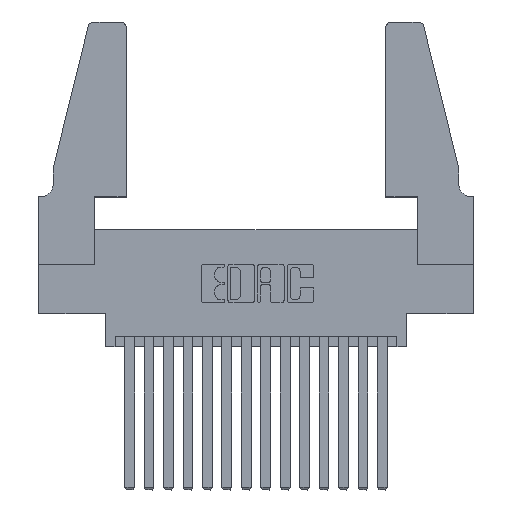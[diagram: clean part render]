
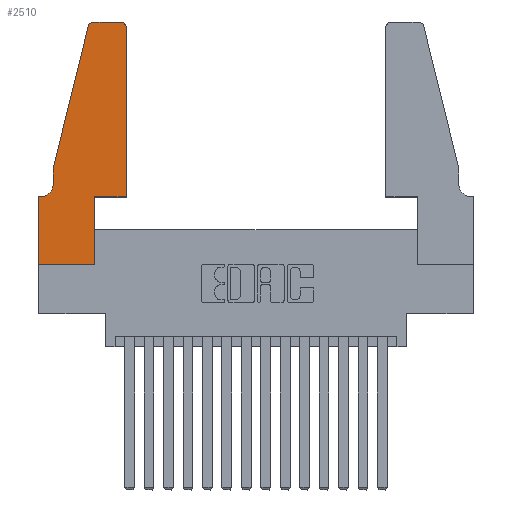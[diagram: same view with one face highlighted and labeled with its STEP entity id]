
A CAD part, top view. The second image highlights one B-rep face of the part: STEP entity #2510.
In plain terms, the highlighted planar face has unit normal (0, 0, 1).
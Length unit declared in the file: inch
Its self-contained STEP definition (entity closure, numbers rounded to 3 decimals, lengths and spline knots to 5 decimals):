
#39 = LINE ( 'NONE', #1845, #16179 ) ;
#81 = CARTESIAN_POINT ( 'NONE',  ( 0.4205, 1.25, 0.37 ) ) ;
#535 = DIRECTION ( 'NONE',  ( -1., 0., 0. ) ) ;
#546 = CARTESIAN_POINT ( 'NONE',  ( 0.4505, 0.35, 0.37 ) ) ;
#738 = EDGE_CURVE ( 'NONE', #6558, #5703, #15591, .T. ) ;
#936 = DIRECTION ( 'NONE',  ( 1., 0., 0. ) ) ;
#1185 = CIRCLE ( 'NONE', #11750, 0.03 ) ;
#1434 = VECTOR ( 'NONE', #9401, 39.37008 ) ;
#1448 = EDGE_LOOP ( 'NONE', ( #4605, #4695, #4726, #4810, #4836, #5008, #5019, #5209, #5221, #5345, #5508, #5523 ) ) ;
#1669 = VERTEX_POINT ( 'NONE', #546 ) ;
#1705 = VERTEX_POINT ( 'NONE', #6642 ) ;
#1723 = FACE_OUTER_BOUND ( 'NONE', #1448, .T. ) ;
#1845 = CARTESIAN_POINT ( 'NONE',  ( 0.4505, 0.35, 0.37 ) ) ;
#1857 = AXIS2_PLACEMENT_3D ( 'NONE', #10366, #2407, #11614 ) ;
#2042 = CARTESIAN_POINT ( 'NONE',  ( 0.0755, 0.5, 0.37 ) ) ;
#2407 = DIRECTION ( 'NONE',  ( 0., 0., 1. ) ) ;
#2510 = ADVANCED_FACE ( 'NONE', ( #1723 ), #14561, .T. ) ;
#2607 = EDGE_CURVE ( 'NONE', #13011, #13987, #7236, .T. ) ;
#2669 = LINE ( 'NONE', #2711, #5876 ) ;
#2711 = CARTESIAN_POINT ( 'NONE',  ( 0.4505, 0.35, 0.37 ) ) ;
#2736 = CARTESIAN_POINT ( 'NONE',  ( 0., 0., 0.37 ) ) ;
#2815 = DIRECTION ( 'NONE',  ( 0., 0., 1. ) ) ;
#2972 = VECTOR ( 'NONE', #12535, 39.37008 ) ;
#3074 = EDGE_CURVE ( 'NONE', #15392, #15372, #7624, .T. ) ;
#3743 = VECTOR ( 'NONE', #16683, 39.37008 ) ;
#3825 = LINE ( 'NONE', #2042, #2972 ) ;
#3952 = CARTESIAN_POINT ( 'NONE',  ( 0.4505, 1.22, 0.37 ) ) ;
#4081 = DIRECTION ( 'NONE',  ( 0., 1., 0. ) ) ;
#4605 = ORIENTED_EDGE ( 'NONE', *, *, #2607, .T. ) ;
#4695 = ORIENTED_EDGE ( 'NONE', *, *, #14287, .T. ) ;
#4726 = ORIENTED_EDGE ( 'NONE', *, *, #12010, .T. ) ;
#4810 = ORIENTED_EDGE ( 'NONE', *, *, #3074, .T. ) ;
#4836 = ORIENTED_EDGE ( 'NONE', *, *, #10305, .T. ) ;
#4969 = EDGE_CURVE ( 'NONE', #1669, #16027, #2669, .T. ) ;
#5008 = ORIENTED_EDGE ( 'NONE', *, *, #14158, .T. ) ;
#5019 = ORIENTED_EDGE ( 'NONE', *, *, #13614, .T. ) ;
#5209 = ORIENTED_EDGE ( 'NONE', *, *, #15286, .T. ) ;
#5221 = ORIENTED_EDGE ( 'NONE', *, *, #738, .T. ) ;
#5345 = ORIENTED_EDGE ( 'NONE', *, *, #13941, .T. ) ;
#5508 = ORIENTED_EDGE ( 'NONE', *, *, #4969, .T. ) ;
#5523 = ORIENTED_EDGE ( 'NONE', *, *, #15931, .T. ) ;
#5703 = VERTEX_POINT ( 'NONE', #8108 ) ;
#5789 = CARTESIAN_POINT ( 'NONE',  ( 0.2605, 1.25, 0.37 ) ) ;
#5876 = VECTOR ( 'NONE', #4081, 39.37008 ) ;
#6558 = VERTEX_POINT ( 'NONE', #10926 ) ;
#6642 = CARTESIAN_POINT ( 'NONE',  ( 0.25487, 1.22718, 0.37 ) ) ;
#6974 = DIRECTION ( 'NONE',  ( 0., 0., 1. ) ) ;
#7236 = LINE ( 'NONE', #5789, #16850 ) ;
#7624 = LINE ( 'NONE', #15454, #13953 ) ;
#7759 = CARTESIAN_POINT ( 'NONE',  ( 0.2865, 0.35, 0.37 ) ) ;
#7924 = CARTESIAN_POINT ( 'NONE',  ( 0.0755, 0.42, 0.37 ) ) ;
#7929 = DIRECTION ( 'NONE',  ( 0., -1., 0. ) ) ;
#8063 = VERTEX_POINT ( 'NONE', #10422 ) ;
#8108 = CARTESIAN_POINT ( 'NONE',  ( 0.2865, 0.35, 0.37 ) ) ;
#8218 = CARTESIAN_POINT ( 'NONE',  ( 0., 0.35, 0.37 ) ) ;
#8583 = DIRECTION ( 'NONE',  ( 0., 1., 0. ) ) ;
#8617 = DIRECTION ( 'NONE',  ( 0., 0., -1. ) ) ;
#8973 = LINE ( 'NONE', #2736, #1434 ) ;
#9401 = DIRECTION ( 'NONE',  ( 0., -1., 0. ) ) ;
#10305 = EDGE_CURVE ( 'NONE', #15372, #8063, #12435, .T. ) ;
#10366 = CARTESIAN_POINT ( 'NONE',  ( 0.4205, 1.22, 0.37 ) ) ;
#10422 = CARTESIAN_POINT ( 'NONE',  ( 0.0055, 0.35, 0.37 ) ) ;
#10742 = CARTESIAN_POINT ( 'NONE',  ( 0.284, 1.22, 0.37 ) ) ;
#10926 = CARTESIAN_POINT ( 'NONE',  ( 0.2865, 0., 0.37 ) ) ;
#10998 = DIRECTION ( 'NONE',  ( -1., 0., 0. ) ) ;
#11196 = CARTESIAN_POINT ( 'NONE',  ( 0.284, 1.25, 0.37 ) ) ;
#11614 = DIRECTION ( 'NONE',  ( 1., 0., 0. ) ) ;
#11750 = AXIS2_PLACEMENT_3D ( 'NONE', #10742, #2815, #11997 ) ;
#11997 = DIRECTION ( 'NONE',  ( 1., 0., 0. ) ) ;
#12010 = EDGE_CURVE ( 'NONE', #1705, #15392, #3825, .T. ) ;
#12017 = VERTEX_POINT ( 'NONE', #13794 ) ;
#12435 = CIRCLE ( 'NONE', #13065, 0.07 ) ;
#12535 = DIRECTION ( 'NONE',  ( -0.239, -0.971, 0. ) ) ;
#12795 = CARTESIAN_POINT ( 'NONE',  ( 0., 0., 0.37 ) ) ;
#12848 = CIRCLE ( 'NONE', #1857, 0.03 ) ;
#13011 = VERTEX_POINT ( 'NONE', #81 ) ;
#13058 = LINE ( 'NONE', #12795, #16355 ) ;
#13065 = AXIS2_PLACEMENT_3D ( 'NONE', #16120, #8617, #535 ) ;
#13599 = DIRECTION ( 'NONE',  ( 1., 0., 0. ) ) ;
#13614 = EDGE_CURVE ( 'NONE', #16868, #12017, #8973, .T. ) ;
#13794 = CARTESIAN_POINT ( 'NONE',  ( 0., 0., 0.37 ) ) ;
#13846 = AXIS2_PLACEMENT_3D ( 'NONE', #8218, #6974, #15778 ) ;
#13941 = EDGE_CURVE ( 'NONE', #5703, #1669, #39, .T. ) ;
#13953 = VECTOR ( 'NONE', #7929, 39.37008 ) ;
#13987 = VERTEX_POINT ( 'NONE', #11196 ) ;
#14093 = LINE ( 'NONE', #15438, #3743 ) ;
#14158 = EDGE_CURVE ( 'NONE', #8063, #16868, #14093, .T. ) ;
#14287 = EDGE_CURVE ( 'NONE', #13987, #1705, #1185, .T. ) ;
#14416 = CARTESIAN_POINT ( 'NONE',  ( 0., 0.35, 0.37 ) ) ;
#14561 = PLANE ( 'NONE',  #13846 ) ;
#15221 = VECTOR ( 'NONE', #8583, 39.37008 ) ;
#15286 = EDGE_CURVE ( 'NONE', #12017, #6558, #13058, .T. ) ;
#15372 = VERTEX_POINT ( 'NONE', #7924 ) ;
#15392 = VERTEX_POINT ( 'NONE', #16693 ) ;
#15438 = CARTESIAN_POINT ( 'NONE',  ( 0.0755, 0.35, 0.37 ) ) ;
#15454 = CARTESIAN_POINT ( 'NONE',  ( 0.0755, 0.5, 0.37 ) ) ;
#15591 = LINE ( 'NONE', #7759, #15221 ) ;
#15778 = DIRECTION ( 'NONE',  ( 1., 0., 0. ) ) ;
#15931 = EDGE_CURVE ( 'NONE', #16027, #13011, #12848, .T. ) ;
#16027 = VERTEX_POINT ( 'NONE', #3952 ) ;
#16120 = CARTESIAN_POINT ( 'NONE',  ( 0.0055, 0.42, 0.37 ) ) ;
#16179 = VECTOR ( 'NONE', #13599, 39.37008 ) ;
#16355 = VECTOR ( 'NONE', #936, 39.37008 ) ;
#16683 = DIRECTION ( 'NONE',  ( -1., 0., 0. ) ) ;
#16693 = CARTESIAN_POINT ( 'NONE',  ( 0.0755, 0.5, 0.37 ) ) ;
#16850 = VECTOR ( 'NONE', #10998, 39.37008 ) ;
#16868 = VERTEX_POINT ( 'NONE', #14416 ) ;
